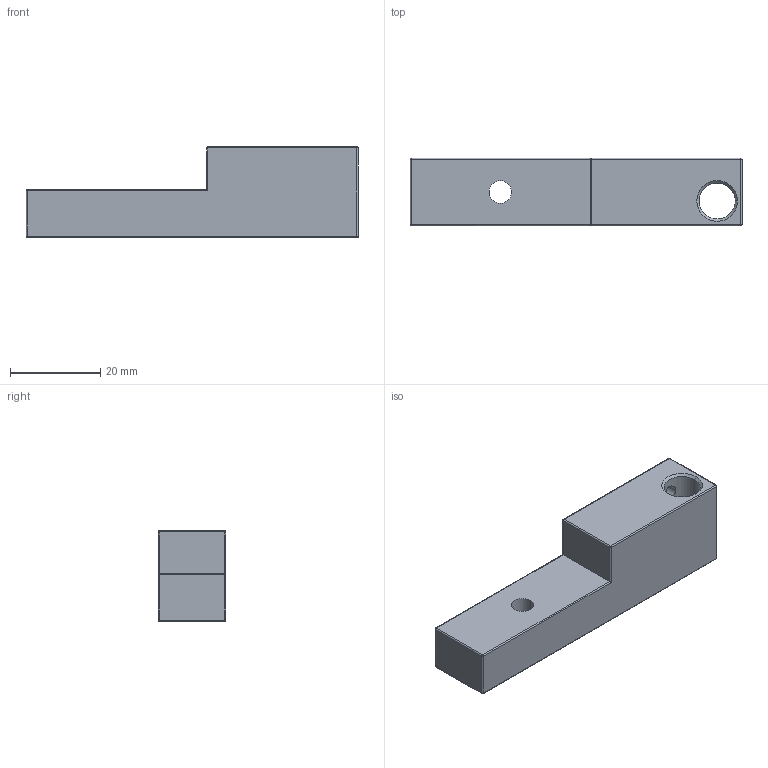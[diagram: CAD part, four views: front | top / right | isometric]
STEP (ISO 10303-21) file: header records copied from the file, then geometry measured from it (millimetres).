
FILE_DESCRIPTION (( 'STEP AP214' ), '1' );
FILE_NAME ('OM-003-010-130_01.STEP', '2024-09-27T15:28:49', ( '' ), ( '' ), 'SwSTEP 2.0', 'SolidWorks 2022', '' );
FILE_SCHEMA (( 'AUTOMOTIVE_DESIGN' ));
Length unit declared in the file: millimetre
Products named in the file (1): OM-003-010-130_01
Bounding box: 73.5 x 15 x 20 mm (x, y, z)
Volume: 15030.6 mm3; surface area: 5535.2 mm2
Topology: 1 solids, 1 shells, 44 faces, 102 edges, 52 vertices
Faces by surface type: cylinder 24, plane 8, sphere 8, cone 4
Entity records: 1378 total; most frequent: CARTESIAN_POINT 311, DIRECTION 216, ORIENTED_EDGE 188, EDGE_CURVE 94, AXIS2_PLACEMENT_3D 85, EDGE_LOOP 52, VERTEX_POINT 52, VECTOR 46
